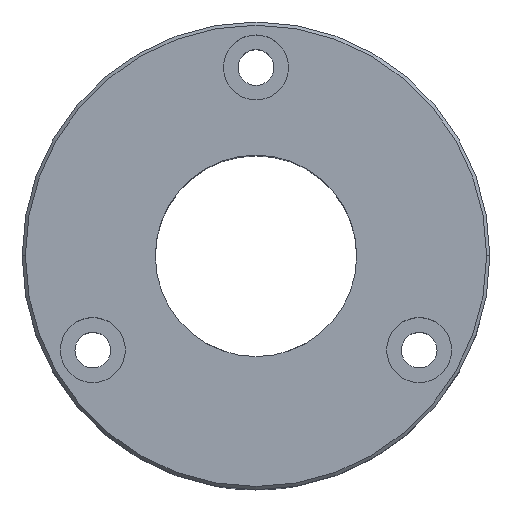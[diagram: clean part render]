
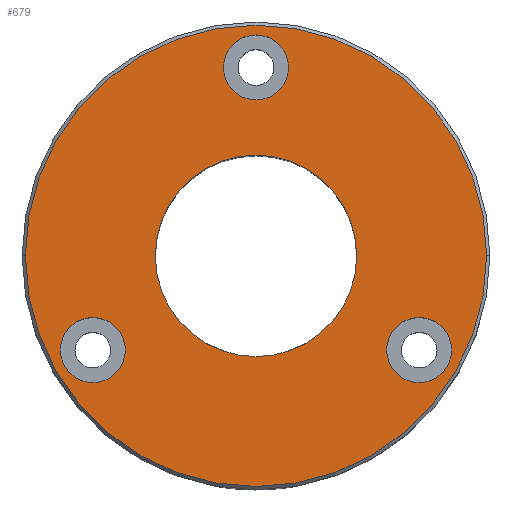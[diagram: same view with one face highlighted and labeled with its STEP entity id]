
A CAD part, top view. The second image highlights one B-rep face of the part: STEP entity #679.
In plain terms, the highlighted planar face has unit normal (0, 0, 1).
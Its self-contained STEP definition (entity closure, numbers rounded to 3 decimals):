
#11 = CARTESIAN_POINT ( 'NONE',  ( 0., 0., 0. ) ) ;
#27 = ORIENTED_EDGE ( 'NONE', *, *, #1031, .F. ) ;
#53 = CARTESIAN_POINT ( 'NONE',  ( 25.115, -14.5, 0. ) ) ;
#55 = DIRECTION ( 'NONE',  ( 0., 0., 1. ) ) ;
#59 = EDGE_LOOP ( 'NONE', ( #963, #27 ) ) ;
#75 = EDGE_LOOP ( 'NONE', ( #119, #1102 ) ) ;
#92 = VERTEX_POINT ( 'NONE', #349 ) ;
#98 = VERTEX_POINT ( 'NONE', #856 ) ;
#108 = VERTEX_POINT ( 'NONE', #1073 ) ;
#119 = ORIENTED_EDGE ( 'NONE', *, *, #427, .F. ) ;
#123 = DIRECTION ( 'NONE',  ( 0., 0., 1. ) ) ;
#129 = CIRCLE ( 'NONE', #644, 5. ) ;
#141 = DIRECTION ( 'NONE',  ( 0., 0., 1. ) ) ;
#143 = CIRCLE ( 'NONE', #1122, 35.5 ) ;
#158 = CIRCLE ( 'NONE', #704, 35.5 ) ;
#165 = CARTESIAN_POINT ( 'NONE',  ( 0., 0., 0. ) ) ;
#174 = DIRECTION ( 'NONE',  ( 1., 0., 0. ) ) ;
#192 = ORIENTED_EDGE ( 'NONE', *, *, #317, .T. ) ;
#201 = CARTESIAN_POINT ( 'NONE',  ( 0., 0., 0. ) ) ;
#202 = EDGE_CURVE ( 'NONE', #92, #108, #143, .T. ) ;
#208 = CIRCLE ( 'NONE', #540, 5. ) ;
#217 = DIRECTION ( 'NONE',  ( 1., 0., 0. ) ) ;
#223 = DIRECTION ( 'NONE',  ( 0., 0., 1. ) ) ;
#224 = DIRECTION ( 'NONE',  ( 1., 0., 0. ) ) ;
#227 = ORIENTED_EDGE ( 'NONE', *, *, #818, .T. ) ;
#229 = VERTEX_POINT ( 'NONE', #265 ) ;
#231 = CARTESIAN_POINT ( 'NONE',  ( -25.115, -14.5, 0. ) ) ;
#238 = DIRECTION ( 'NONE',  ( 0., 0., 1. ) ) ;
#240 = EDGE_CURVE ( 'NONE', #311, #571, #208, .T. ) ;
#265 = CARTESIAN_POINT ( 'NONE',  ( 5., 29., 0. ) ) ;
#282 = DIRECTION ( 'NONE',  ( 1., 0., 0. ) ) ;
#304 = CARTESIAN_POINT ( 'NONE',  ( -25.115, -14.5, 0. ) ) ;
#311 = VERTEX_POINT ( 'NONE', #1241 ) ;
#317 = EDGE_CURVE ( 'NONE', #320, #936, #1106, .T. ) ;
#320 = VERTEX_POINT ( 'NONE', #837 ) ;
#326 = AXIS2_PLACEMENT_3D ( 'NONE', #231, #141, #912 ) ;
#328 = CARTESIAN_POINT ( 'NONE',  ( 0., 29., 0. ) ) ;
#341 = CARTESIAN_POINT ( 'NONE',  ( 20.115, -14.5, 0. ) ) ;
#346 = EDGE_CURVE ( 'NONE', #108, #92, #158, .T. ) ;
#349 = CARTESIAN_POINT ( 'NONE',  ( -35.5, 0., 0. ) ) ;
#359 = VERTEX_POINT ( 'NONE', #1083 ) ;
#410 = VERTEX_POINT ( 'NONE', #773 ) ;
#427 = EDGE_CURVE ( 'NONE', #359, #98, #641, .T. ) ;
#457 = AXIS2_PLACEMENT_3D ( 'NONE', #165, #756, #654 ) ;
#487 = CARTESIAN_POINT ( 'NONE',  ( 0., 0., 0. ) ) ;
#526 = AXIS2_PLACEMENT_3D ( 'NONE', #53, #1030, #627 ) ;
#540 = AXIS2_PLACEMENT_3D ( 'NONE', #650, #55, #174 ) ;
#542 = AXIS2_PLACEMENT_3D ( 'NONE', #201, #880, #556 ) ;
#544 = DIRECTION ( 'NONE',  ( 0., 0., 1. ) ) ;
#546 = EDGE_CURVE ( 'NONE', #571, #311, #723, .T. ) ;
#548 = CARTESIAN_POINT ( 'NONE',  ( 0., 0., 0. ) ) ;
#556 = DIRECTION ( 'NONE',  ( -1., 0., 0. ) ) ;
#571 = VERTEX_POINT ( 'NONE', #341 ) ;
#627 = DIRECTION ( 'NONE',  ( 1., 0., 0. ) ) ;
#641 = CIRCLE ( 'NONE', #682, 5. ) ;
#644 = AXIS2_PLACEMENT_3D ( 'NONE', #1099, #123, #224 ) ;
#649 = ORIENTED_EDGE ( 'NONE', *, *, #202, .T. ) ;
#650 = CARTESIAN_POINT ( 'NONE',  ( 25.115, -14.5, 0. ) ) ;
#651 = EDGE_LOOP ( 'NONE', ( #192, #227 ) ) ;
#654 = DIRECTION ( 'NONE',  ( -1., 0., 0. ) ) ;
#674 = PLANE ( 'NONE',  #1160 ) ;
#679 = ADVANCED_FACE ( 'NONE', ( #806, #1085, #871, #1201, #1005 ), #674, .T. ) ;
#682 = AXIS2_PLACEMENT_3D ( 'NONE', #304, #684, #282 ) ;
#684 = DIRECTION ( 'NONE',  ( 0., 0., 1. ) ) ;
#692 = EDGE_LOOP ( 'NONE', ( #1100, #865 ) ) ;
#704 = AXIS2_PLACEMENT_3D ( 'NONE', #487, #223, #1158 ) ;
#710 = DIRECTION ( 'NONE',  ( 1., 0., 0. ) ) ;
#723 = CIRCLE ( 'NONE', #526, 5. ) ;
#756 = DIRECTION ( 'NONE',  ( 0., 0., -1. ) ) ;
#773 = CARTESIAN_POINT ( 'NONE',  ( -5., 29., 0. ) ) ;
#806 = FACE_BOUND ( 'NONE', #75, .T. ) ;
#811 = CARTESIAN_POINT ( 'NONE',  ( 15.5, 0., 0. ) ) ;
#814 = AXIS2_PLACEMENT_3D ( 'NONE', #328, #238, #710 ) ;
#818 = EDGE_CURVE ( 'NONE', #936, #320, #1109, .T. ) ;
#837 = CARTESIAN_POINT ( 'NONE',  ( -15.5, 0., 0. ) ) ;
#856 = CARTESIAN_POINT ( 'NONE',  ( -30.115, -14.5, 0. ) ) ;
#865 = ORIENTED_EDGE ( 'NONE', *, *, #546, .F. ) ;
#871 = FACE_BOUND ( 'NONE', #59, .T. ) ;
#880 = DIRECTION ( 'NONE',  ( 0., 0., -1. ) ) ;
#885 = ORIENTED_EDGE ( 'NONE', *, *, #346, .T. ) ;
#889 = EDGE_LOOP ( 'NONE', ( #649, #885 ) ) ;
#912 = DIRECTION ( 'NONE',  ( 1., 0., 0. ) ) ;
#936 = VERTEX_POINT ( 'NONE', #811 ) ;
#949 = DIRECTION ( 'NONE',  ( 1., 0., 0. ) ) ;
#963 = ORIENTED_EDGE ( 'NONE', *, *, #995, .F. ) ;
#995 = EDGE_CURVE ( 'NONE', #229, #410, #129, .T. ) ;
#1005 = FACE_OUTER_BOUND ( 'NONE', #889, .T. ) ;
#1030 = DIRECTION ( 'NONE',  ( 0., 0., 1. ) ) ;
#1031 = EDGE_CURVE ( 'NONE', #410, #229, #1247, .T. ) ;
#1073 = CARTESIAN_POINT ( 'NONE',  ( 35.5, 0., 0. ) ) ;
#1083 = CARTESIAN_POINT ( 'NONE',  ( -20.115, -14.5, 0. ) ) ;
#1085 = FACE_BOUND ( 'NONE', #692, .T. ) ;
#1095 = DIRECTION ( 'NONE',  ( 0., 0., 1. ) ) ;
#1099 = CARTESIAN_POINT ( 'NONE',  ( 0., 29., 0. ) ) ;
#1100 = ORIENTED_EDGE ( 'NONE', *, *, #240, .F. ) ;
#1102 = ORIENTED_EDGE ( 'NONE', *, *, #1185, .F. ) ;
#1106 = CIRCLE ( 'NONE', #457, 15.5 ) ;
#1109 = CIRCLE ( 'NONE', #542, 15.5 ) ;
#1122 = AXIS2_PLACEMENT_3D ( 'NONE', #548, #544, #949 ) ;
#1124 = CIRCLE ( 'NONE', #326, 5. ) ;
#1158 = DIRECTION ( 'NONE',  ( 1., 0., 0. ) ) ;
#1160 = AXIS2_PLACEMENT_3D ( 'NONE', #11, #1095, #217 ) ;
#1185 = EDGE_CURVE ( 'NONE', #98, #359, #1124, .T. ) ;
#1201 = FACE_BOUND ( 'NONE', #651, .T. ) ;
#1241 = CARTESIAN_POINT ( 'NONE',  ( 30.115, -14.5, 0. ) ) ;
#1247 = CIRCLE ( 'NONE', #814, 5. ) ;
